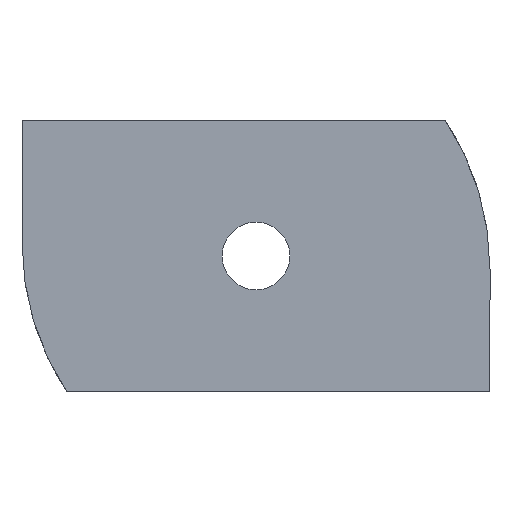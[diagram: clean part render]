
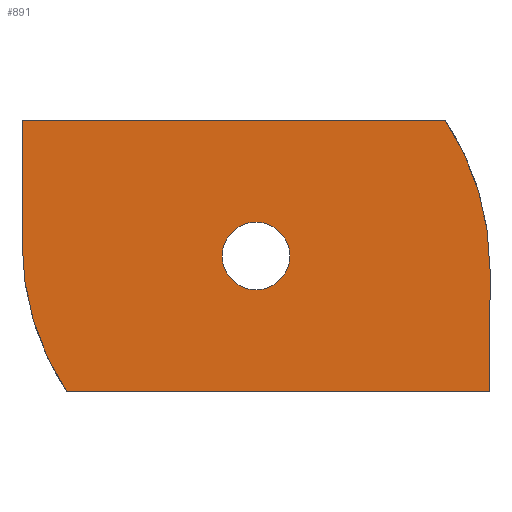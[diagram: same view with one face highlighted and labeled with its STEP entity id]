
A CAD part, front view. The second image highlights one B-rep face of the part: STEP entity #891.
In plain terms, the highlighted planar face has unit normal (0, -1, 0).
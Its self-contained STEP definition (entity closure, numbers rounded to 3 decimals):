
#36 = DIRECTION ( 'NONE',  ( 1., 0., 0. ) ) ;
#67 = CARTESIAN_POINT ( 'NONE',  ( -17.25, 0., 10. ) ) ;
#80 = ORIENTED_EDGE ( 'NONE', *, *, #1282, .F. ) ;
#95 = FACE_BOUND ( 'NONE', #1378, .T. ) ;
#110 = DIRECTION ( 'NONE',  ( -1., 0., 0. ) ) ;
#117 = CARTESIAN_POINT ( 'NONE',  ( 0., 0., 0. ) ) ;
#138 = ORIENTED_EDGE ( 'NONE', *, *, #539, .F. ) ;
#144 = DIRECTION ( 'NONE',  ( 0., 0., -1. ) ) ;
#173 = CIRCLE ( 'NONE', #1833, 20. ) ;
#194 = EDGE_LOOP ( 'NONE', ( #138, #977, #1172, #1785, #80, #1247 ) ) ;
#197 = EDGE_CURVE ( 'NONE', #1445, #1302, #227, .T. ) ;
#201 = VECTOR ( 'NONE', #110, 1000. ) ;
#223 = CARTESIAN_POINT ( 'NONE',  ( 2.75, 0., 1. ) ) ;
#227 = LINE ( 'NONE', #67, #527 ) ;
#310 = DIRECTION ( 'NONE',  ( 0., 0., -1. ) ) ;
#312 = EDGE_CURVE ( 'NONE', #562, #1315, #708, .T. ) ;
#316 = CARTESIAN_POINT ( 'NONE',  ( 13.953, 0., 10. ) ) ;
#486 = CARTESIAN_POINT ( 'NONE',  ( 17.25, 0., -1. ) ) ;
#525 = DIRECTION ( 'NONE',  ( 0., 1., 0. ) ) ;
#527 = VECTOR ( 'NONE', #1007, 1000. ) ;
#539 = EDGE_CURVE ( 'NONE', #1325, #562, #1067, .T. ) ;
#546 = DIRECTION ( 'NONE',  ( 0., -1., 0. ) ) ;
#562 = VERTEX_POINT ( 'NONE', #1257 ) ;
#648 = EDGE_CURVE ( 'NONE', #1923, #741, #1394, .T. ) ;
#693 = DIRECTION ( 'NONE',  ( 0., 0., -1. ) ) ;
#708 = LINE ( 'NONE', #1791, #201 ) ;
#739 = CIRCLE ( 'NONE', #994, 2.5 ) ;
#741 = VERTEX_POINT ( 'NONE', #1427 ) ;
#842 = DIRECTION ( 'NONE',  ( 0., 1., 0. ) ) ;
#882 = DIRECTION ( 'NONE',  ( 0., 0., -1. ) ) ;
#891 = ADVANCED_FACE ( 'NONE', ( #95, #1478 ), #1032, .T. ) ;
#907 = EDGE_CURVE ( 'NONE', #1855, #1325, #1316, .T. ) ;
#934 = DIRECTION ( 'NONE',  ( 0., -1., 0. ) ) ;
#951 = EDGE_CURVE ( 'NONE', #741, #1923, #739, .T. ) ;
#954 = CARTESIAN_POINT ( 'NONE',  ( 2.75, 0., 1. ) ) ;
#974 = CARTESIAN_POINT ( 'NONE',  ( 17.25, 0., -1. ) ) ;
#977 = ORIENTED_EDGE ( 'NONE', *, *, #907, .F. ) ;
#994 = AXIS2_PLACEMENT_3D ( 'NONE', #1927, #546, #882 ) ;
#1007 = DIRECTION ( 'NONE',  ( 0., 0., 1. ) ) ;
#1024 = CARTESIAN_POINT ( 'NONE',  ( -17.25, 0., 1. ) ) ;
#1032 = PLANE ( 'NONE',  #1832 ) ;
#1067 = LINE ( 'NONE', #486, #1921 ) ;
#1127 = DIRECTION ( 'NONE',  ( 0., 0., -1. ) ) ;
#1137 = CARTESIAN_POINT ( 'NONE',  ( -17.25, 0., 10. ) ) ;
#1172 = ORIENTED_EDGE ( 'NONE', *, *, #1289, .F. ) ;
#1175 = AXIS2_PLACEMENT_3D ( 'NONE', #117, #934, #144 ) ;
#1247 = ORIENTED_EDGE ( 'NONE', *, *, #312, .F. ) ;
#1257 = CARTESIAN_POINT ( 'NONE',  ( 17.25, 0., -10. ) ) ;
#1282 = EDGE_CURVE ( 'NONE', #1315, #1445, #173, .T. ) ;
#1289 = EDGE_CURVE ( 'NONE', #1302, #1855, #1441, .T. ) ;
#1302 = VERTEX_POINT ( 'NONE', #1137 ) ;
#1315 = VERTEX_POINT ( 'NONE', #1722 ) ;
#1316 = CIRCLE ( 'NONE', #1347, 20. ) ;
#1325 = VERTEX_POINT ( 'NONE', #974 ) ;
#1347 = AXIS2_PLACEMENT_3D ( 'NONE', #1915, #842, #1779 ) ;
#1378 = EDGE_LOOP ( 'NONE', ( #1953, #1680 ) ) ;
#1394 = CIRCLE ( 'NONE', #1175, 2.5 ) ;
#1427 = CARTESIAN_POINT ( 'NONE',  ( 0., 0., -2.5 ) ) ;
#1441 = LINE ( 'NONE', #1585, #1569 ) ;
#1445 = VERTEX_POINT ( 'NONE', #1024 ) ;
#1478 = FACE_OUTER_BOUND ( 'NONE', #194, .T. ) ;
#1569 = VECTOR ( 'NONE', #36, 1000. ) ;
#1585 = CARTESIAN_POINT ( 'NONE',  ( -17.25, 0., 10. ) ) ;
#1680 = ORIENTED_EDGE ( 'NONE', *, *, #648, .F. ) ;
#1722 = CARTESIAN_POINT ( 'NONE',  ( -13.953, 0., -10. ) ) ;
#1779 = DIRECTION ( 'NONE',  ( 0., 0., -1. ) ) ;
#1785 = ORIENTED_EDGE ( 'NONE', *, *, #197, .F. ) ;
#1791 = CARTESIAN_POINT ( 'NONE',  ( -13.953, 0., -10. ) ) ;
#1806 = DIRECTION ( 'NONE',  ( 0., -1., 0. ) ) ;
#1832 = AXIS2_PLACEMENT_3D ( 'NONE', #223, #1806, #693 ) ;
#1833 = AXIS2_PLACEMENT_3D ( 'NONE', #954, #525, #1127 ) ;
#1835 = CARTESIAN_POINT ( 'NONE',  ( 0., 0., 2.5 ) ) ;
#1855 = VERTEX_POINT ( 'NONE', #316 ) ;
#1915 = CARTESIAN_POINT ( 'NONE',  ( -2.75, 0., -1. ) ) ;
#1921 = VECTOR ( 'NONE', #310, 1000. ) ;
#1923 = VERTEX_POINT ( 'NONE', #1835 ) ;
#1927 = CARTESIAN_POINT ( 'NONE',  ( 0., 0., 0. ) ) ;
#1953 = ORIENTED_EDGE ( 'NONE', *, *, #951, .F. ) ;
